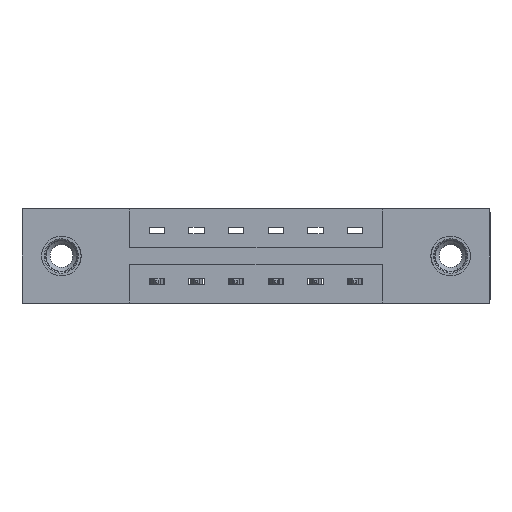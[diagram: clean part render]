
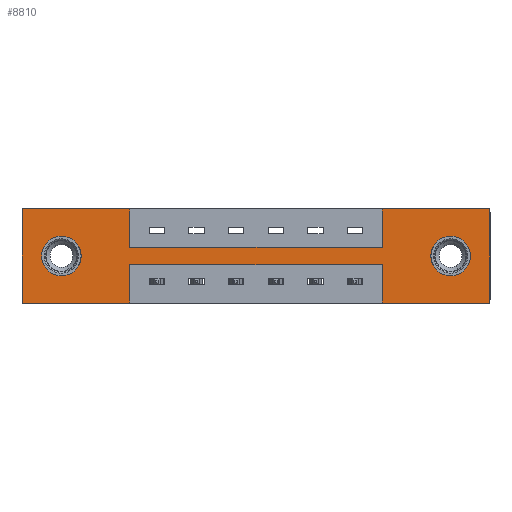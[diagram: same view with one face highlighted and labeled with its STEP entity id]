
A CAD part, front view. The second image highlights one B-rep face of the part: STEP entity #8810.
In plain terms, the highlighted planar face has unit normal (0, -1, 0).
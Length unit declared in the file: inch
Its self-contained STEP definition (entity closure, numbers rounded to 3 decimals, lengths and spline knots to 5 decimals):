
#44 = ORIENTED_EDGE ( 'NONE', *, *, #3876, .T. ) ;
#193 = VECTOR ( 'NONE', #7407, 39.37008 ) ;
#268 = CIRCLE ( 'NONE', #2679, 0.078 ) ;
#368 = CARTESIAN_POINT ( 'NONE',  ( 0., 0., 0. ) ) ;
#407 = CARTESIAN_POINT ( 'NONE',  ( 0.425, 0., 0. ) ) ;
#844 = CARTESIAN_POINT ( 'NONE',  ( 1.417, 0., -0.15 ) ) ;
#865 = DIRECTION ( 'NONE',  ( 0., -1., 0. ) ) ;
#885 = LINE ( 'NONE', #2169, #8635 ) ;
#900 = VERTEX_POINT ( 'NONE', #3854 ) ;
#906 = CARTESIAN_POINT ( 'NONE',  ( 0.155, 0., -0.107 ) ) ;
#1125 = VECTOR ( 'NONE', #10687, 39.37008 ) ;
#1163 = CARTESIAN_POINT ( 'NONE',  ( 0., 0., -0.37 ) ) ;
#1318 = ORIENTED_EDGE ( 'NONE', *, *, #6432, .F. ) ;
#1532 = DIRECTION ( 'NONE',  ( 1., 0., 0. ) ) ;
#1758 = EDGE_CURVE ( 'NONE', #4527, #6788, #9565, .T. ) ;
#1797 = CARTESIAN_POINT ( 'NONE',  ( 0.425, 0., -0.15 ) ) ;
#1933 = LINE ( 'NONE', #368, #9917 ) ;
#2169 = CARTESIAN_POINT ( 'NONE',  ( 1.417, 0., 0. ) ) ;
#2265 = DIRECTION ( 'NONE',  ( -1., 0., 0. ) ) ;
#2266 = VERTEX_POINT ( 'NONE', #1797 ) ;
#2277 = CARTESIAN_POINT ( 'NONE',  ( 1.842, 0., -0.37 ) ) ;
#2443 = CARTESIAN_POINT ( 'NONE',  ( 1.842, 0., 0. ) ) ;
#2466 = DIRECTION ( 'NONE',  ( 0., 0., 1. ) ) ;
#2575 = LINE ( 'NONE', #8461, #193 ) ;
#2679 = AXIS2_PLACEMENT_3D ( 'NONE', #7256, #9039, #7142 ) ;
#2748 = EDGE_CURVE ( 'NONE', #9128, #8483, #268, .T. ) ;
#2751 = ORIENTED_EDGE ( 'NONE', *, *, #3715, .T. ) ;
#2799 = LINE ( 'NONE', #3345, #6862 ) ;
#2908 = CARTESIAN_POINT ( 'NONE',  ( 1.417, 0., -0.37 ) ) ;
#3287 = VERTEX_POINT ( 'NONE', #10158 ) ;
#3345 = CARTESIAN_POINT ( 'NONE',  ( 0., 0., 0. ) ) ;
#3442 = EDGE_CURVE ( 'NONE', #8483, #9128, #8574, .T. ) ;
#3496 = ORIENTED_EDGE ( 'NONE', *, *, #7263, .F. ) ;
#3552 = CARTESIAN_POINT ( 'NONE',  ( 1.417, 0., -0.37 ) ) ;
#3587 = AXIS2_PLACEMENT_3D ( 'NONE', #8006, #8901, #5549 ) ;
#3599 = CARTESIAN_POINT ( 'NONE',  ( 0., 0., -0.37 ) ) ;
#3683 = CARTESIAN_POINT ( 'NONE',  ( 0.425, 0., -0.22 ) ) ;
#3715 = EDGE_CURVE ( 'NONE', #11396, #7972, #6021, .T. ) ;
#3854 = CARTESIAN_POINT ( 'NONE',  ( 0., 0., 0. ) ) ;
#3876 = EDGE_CURVE ( 'NONE', #7972, #11396, #5175, .T. ) ;
#3964 = VERTEX_POINT ( 'NONE', #1163 ) ;
#3981 = CARTESIAN_POINT ( 'NONE',  ( 0., 0., -0.37 ) ) ;
#4119 = EDGE_CURVE ( 'NONE', #3964, #900, #2799, .T. ) ;
#4176 = VERTEX_POINT ( 'NONE', #8857 ) ;
#4224 = CARTESIAN_POINT ( 'NONE',  ( 0.155, 0., -0.263 ) ) ;
#4306 = EDGE_LOOP ( 'NONE', ( #5930, #9635 ) ) ;
#4429 = CARTESIAN_POINT ( 'NONE',  ( 1.687, 0., -0.107 ) ) ;
#4438 = VECTOR ( 'NONE', #10243, 39.37008 ) ;
#4448 = EDGE_CURVE ( 'NONE', #7696, #6129, #6847, .T. ) ;
#4464 = ORIENTED_EDGE ( 'NONE', *, *, #5949, .F. ) ;
#4527 = VERTEX_POINT ( 'NONE', #3683 ) ;
#4677 = VECTOR ( 'NONE', #2265, 39.37008 ) ;
#4953 = VECTOR ( 'NONE', #1532, 39.37008 ) ;
#5102 = CARTESIAN_POINT ( 'NONE',  ( 0.155, 0., -0.185 ) ) ;
#5137 = DIRECTION ( 'NONE',  ( 0., 0., 1. ) ) ;
#5175 = CIRCLE ( 'NONE', #3587, 0.078 ) ;
#5270 = CARTESIAN_POINT ( 'NONE',  ( 1.687, 0., -0.263 ) ) ;
#5358 = EDGE_CURVE ( 'NONE', #6929, #2266, #6252, .T. ) ;
#5388 = EDGE_CURVE ( 'NONE', #900, #6929, #1933, .T. ) ;
#5549 = DIRECTION ( 'NONE',  ( 0., 0., 1. ) ) ;
#5567 = ORIENTED_EDGE ( 'NONE', *, *, #5358, .F. ) ;
#5670 = ORIENTED_EDGE ( 'NONE', *, *, #6897, .F. ) ;
#5749 = DIRECTION ( 'NONE',  ( 0., 0., 1. ) ) ;
#5764 = DIRECTION ( 'NONE',  ( 1., 0., 0. ) ) ;
#5891 = ORIENTED_EDGE ( 'NONE', *, *, #1758, .F. ) ;
#5930 = ORIENTED_EDGE ( 'NONE', *, *, #3442, .T. ) ;
#5949 = EDGE_CURVE ( 'NONE', #4176, #3287, #8231, .T. ) ;
#5972 = AXIS2_PLACEMENT_3D ( 'NONE', #5102, #6991, #2466 ) ;
#6021 = CIRCLE ( 'NONE', #5972, 0.078 ) ;
#6129 = VERTEX_POINT ( 'NONE', #7643 ) ;
#6211 = CARTESIAN_POINT ( 'NONE',  ( 0.425, 0., -0.37 ) ) ;
#6252 = LINE ( 'NONE', #407, #4438 ) ;
#6432 = EDGE_CURVE ( 'NONE', #7556, #4176, #885, .T. ) ;
#6610 = VERTEX_POINT ( 'NONE', #2277 ) ;
#6765 = VECTOR ( 'NONE', #7581, 39.37008 ) ;
#6788 = VERTEX_POINT ( 'NONE', #6211 ) ;
#6847 = LINE ( 'NONE', #3552, #11598 ) ;
#6862 = VECTOR ( 'NONE', #9496, 39.37008 ) ;
#6870 = VECTOR ( 'NONE', #8990, 39.37008 ) ;
#6874 = FACE_BOUND ( 'NONE', #9002, .T. ) ;
#6897 = EDGE_CURVE ( 'NONE', #6788, #3964, #9482, .T. ) ;
#6929 = VERTEX_POINT ( 'NONE', #10212 ) ;
#6957 = ORIENTED_EDGE ( 'NONE', *, *, #9386, .F. ) ;
#6991 = DIRECTION ( 'NONE',  ( 0., 1., 0. ) ) ;
#7004 = LINE ( 'NONE', #2443, #11203 ) ;
#7101 = AXIS2_PLACEMENT_3D ( 'NONE', #9995, #10891, #8996 ) ;
#7142 = DIRECTION ( 'NONE',  ( 0., 0., -1. ) ) ;
#7256 = CARTESIAN_POINT ( 'NONE',  ( 1.687, 0., -0.185 ) ) ;
#7263 = EDGE_CURVE ( 'NONE', #2266, #7556, #9198, .T. ) ;
#7407 = DIRECTION ( 'NONE',  ( -1., 0., 0. ) ) ;
#7556 = VERTEX_POINT ( 'NONE', #844 ) ;
#7581 = DIRECTION ( 'NONE',  ( 1., 0., 0. ) ) ;
#7643 = CARTESIAN_POINT ( 'NONE',  ( 1.417, 0., -0.22 ) ) ;
#7680 = CARTESIAN_POINT ( 'NONE',  ( 0., 0., 0. ) ) ;
#7696 = VERTEX_POINT ( 'NONE', #2908 ) ;
#7948 = ORIENTED_EDGE ( 'NONE', *, *, #10691, .F. ) ;
#7972 = VERTEX_POINT ( 'NONE', #4224 ) ;
#8006 = CARTESIAN_POINT ( 'NONE',  ( 0.155, 0., -0.185 ) ) ;
#8079 = CARTESIAN_POINT ( 'NONE',  ( 0.425, 0., -0.37 ) ) ;
#8114 = CARTESIAN_POINT ( 'NONE',  ( 0., 0., -0.37 ) ) ;
#8231 = LINE ( 'NONE', #7680, #4953 ) ;
#8286 = AXIS2_PLACEMENT_3D ( 'NONE', #8114, #865, #9024 ) ;
#8461 = CARTESIAN_POINT ( 'NONE',  ( 0.425, 0., -0.22 ) ) ;
#8483 = VERTEX_POINT ( 'NONE', #4429 ) ;
#8508 = LINE ( 'NONE', #3599, #1125 ) ;
#8514 = ORIENTED_EDGE ( 'NONE', *, *, #4448, .F. ) ;
#8574 = CIRCLE ( 'NONE', #7101, 0.078 ) ;
#8593 = ORIENTED_EDGE ( 'NONE', *, *, #5388, .F. ) ;
#8635 = VECTOR ( 'NONE', #5749, 39.37008 ) ;
#8733 = DIRECTION ( 'NONE',  ( 0., 0., -1. ) ) ;
#8810 = ADVANCED_FACE ( 'NONE', ( #11080, #6874, #9008 ), #10713, .T. ) ;
#8857 = CARTESIAN_POINT ( 'NONE',  ( 1.417, 0., 0. ) ) ;
#8901 = DIRECTION ( 'NONE',  ( 0., 1., 0. ) ) ;
#8990 = DIRECTION ( 'NONE',  ( 0., 0., -1. ) ) ;
#8996 = DIRECTION ( 'NONE',  ( 0., 0., -1. ) ) ;
#9002 = EDGE_LOOP ( 'NONE', ( #2751, #44 ) ) ;
#9008 = FACE_OUTER_BOUND ( 'NONE', #11372, .T. ) ;
#9015 = EDGE_CURVE ( 'NONE', #3287, #6610, #7004, .T. ) ;
#9024 = DIRECTION ( 'NONE',  ( 0., 0., -1. ) ) ;
#9039 = DIRECTION ( 'NONE',  ( 0., 1., 0. ) ) ;
#9128 = VERTEX_POINT ( 'NONE', #5270 ) ;
#9148 = ORIENTED_EDGE ( 'NONE', *, *, #4119, .F. ) ;
#9198 = LINE ( 'NONE', #10258, #6765 ) ;
#9386 = EDGE_CURVE ( 'NONE', #6610, #7696, #8508, .T. ) ;
#9482 = LINE ( 'NONE', #3981, #4677 ) ;
#9496 = DIRECTION ( 'NONE',  ( 0., 0., 1. ) ) ;
#9565 = LINE ( 'NONE', #8079, #6870 ) ;
#9635 = ORIENTED_EDGE ( 'NONE', *, *, #2748, .T. ) ;
#9917 = VECTOR ( 'NONE', #5764, 39.37008 ) ;
#9995 = CARTESIAN_POINT ( 'NONE',  ( 1.687, 0., -0.185 ) ) ;
#10158 = CARTESIAN_POINT ( 'NONE',  ( 1.842, 0., 0. ) ) ;
#10212 = CARTESIAN_POINT ( 'NONE',  ( 0.425, 0., 0. ) ) ;
#10243 = DIRECTION ( 'NONE',  ( 0., 0., -1. ) ) ;
#10258 = CARTESIAN_POINT ( 'NONE',  ( 0.425, 0., -0.15 ) ) ;
#10687 = DIRECTION ( 'NONE',  ( -1., 0., 0. ) ) ;
#10691 = EDGE_CURVE ( 'NONE', #6129, #4527, #2575, .T. ) ;
#10713 = PLANE ( 'NONE',  #8286 ) ;
#10891 = DIRECTION ( 'NONE',  ( 0., 1., 0. ) ) ;
#11080 = FACE_BOUND ( 'NONE', #4306, .T. ) ;
#11203 = VECTOR ( 'NONE', #8733, 39.37008 ) ;
#11372 = EDGE_LOOP ( 'NONE', ( #5891, #7948, #8514, #6957, #11554, #4464, #1318, #3496, #5567, #8593, #9148, #5670 ) ) ;
#11396 = VERTEX_POINT ( 'NONE', #906 ) ;
#11554 = ORIENTED_EDGE ( 'NONE', *, *, #9015, .F. ) ;
#11598 = VECTOR ( 'NONE', #5137, 39.37008 ) ;
